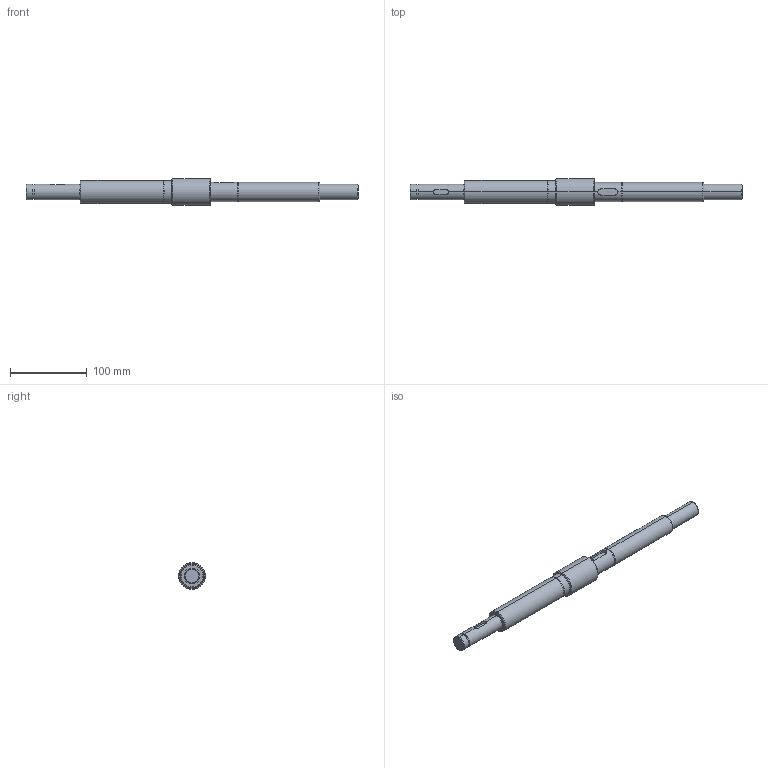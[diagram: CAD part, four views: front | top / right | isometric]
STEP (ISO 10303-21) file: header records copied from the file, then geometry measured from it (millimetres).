
FILE_DESCRIPTION (( 'STEP AP214' ), '1' );
FILE_NAME ('Shaft 1.STEP', '2023-01-24T08:56:06', ( '' ), ( '' ), 'SwSTEP 2.0', 'SolidWorks 2021', '' );
FILE_SCHEMA (( 'AUTOMOTIVE_DESIGN' ));
Length unit declared in the file: millimetre
Products named in the file (1): Shaft 1
Bounding box: 432.8 x 35 x 35 mm (x, y, z)
Volume: 239325.8 mm3; surface area: 37709.1 mm2
Topology: 1 solids, 1 shells, 66 faces, 140 edges, 86 vertices
Faces by surface type: cylinder 28, torus 20, plane 18
Entity records: 1948 total; most frequent: CARTESIAN_POINT 425, DIRECTION 356, ORIENTED_EDGE 280, AXIS2_PLACEMENT_3D 157, EDGE_CURVE 140, CIRCLE 90, VERTEX_POINT 86, EDGE_LOOP 76
